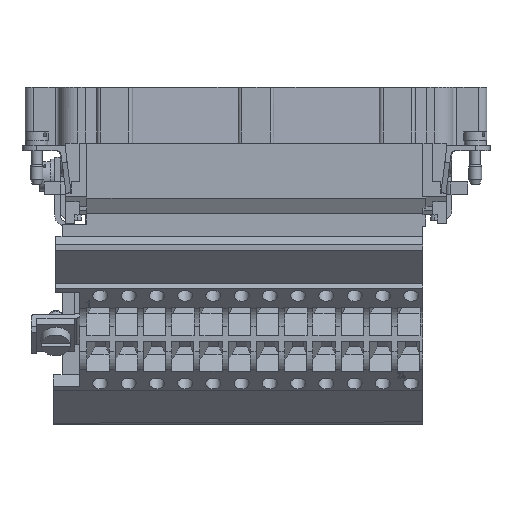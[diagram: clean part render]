
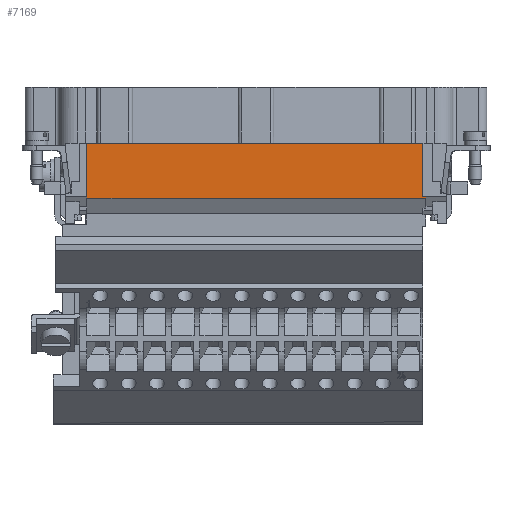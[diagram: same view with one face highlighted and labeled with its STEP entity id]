
A CAD part, front view. The second image highlights one B-rep face of the part: STEP entity #7169.
In plain terms, the highlighted planar face has unit normal (0, -1, 0).
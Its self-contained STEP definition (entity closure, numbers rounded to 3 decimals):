
#5688=FACE_OUTER_BOUND('',#11250,.T.);
#7169=ADVANCED_FACE('',(#5688),#8261,.T.);
#8261=PLANE('',#34226);
#11250=EDGE_LOOP('',(#18509,#18510,#18511,#18512,#18513,#18514,#18515));
#18509=ORIENTED_EDGE('',*,*,#24061,.T.);
#18510=ORIENTED_EDGE('',*,*,#23791,.T.);
#18511=ORIENTED_EDGE('',*,*,#25062,.T.);
#18512=ORIENTED_EDGE('',*,*,#25060,.T.);
#18513=ORIENTED_EDGE('',*,*,#25057,.T.);
#18514=ORIENTED_EDGE('',*,*,#25052,.T.);
#18515=ORIENTED_EDGE('',*,*,#25065,.F.);
#20598=VERTEX_POINT('',#47609);
#20599=VERTEX_POINT('',#47610);
#20621=VERTEX_POINT('',#47704);
#20754=VERTEX_POINT('',#48132);
#21361=VERTEX_POINT('',#50946);
#21363=VERTEX_POINT('',#50956);
#21365=VERTEX_POINT('',#50964);
#23791=EDGE_CURVE('',#20598,#20599,#27448,.T.);
#24061=EDGE_CURVE('',#20754,#20598,#27654,.T.);
#25052=EDGE_CURVE('',#20621,#21361,#28353,.T.);
#25057=EDGE_CURVE('',#21363,#20621,#28358,.T.);
#25060=EDGE_CURVE('',#21365,#21363,#28361,.T.);
#25062=EDGE_CURVE('',#20599,#21365,#28363,.T.);
#25065=EDGE_CURVE('',#20754,#21361,#28366,.T.);
#27448=LINE('',#47608,#30299);
#27654=LINE('',#48133,#30505);
#28353=LINE('',#50947,#31204);
#28358=LINE('',#50957,#31209);
#28361=LINE('',#50963,#31212);
#28363=LINE('',#50967,#31214);
#28366=LINE('',#50973,#31217);
#30299=VECTOR('',#38306,1.);
#30505=VECTOR('',#38836,1.);
#31204=VECTOR('',#41223,1.);
#31209=VECTOR('',#41234,1.);
#31212=VECTOR('',#41241,1.);
#31214=VECTOR('',#41245,1.);
#31217=VECTOR('',#41252,1.);
#34226=AXIS2_PLACEMENT_3D('',#50974,#41253,#41254);
#38306=DIRECTION('',(-1.,0.,0.));
#38836=DIRECTION('',(0.,0.,1.));
#41223=DIRECTION('',(0.,0.,-1.));
#41234=DIRECTION('',(0.,0.,-1.));
#41241=DIRECTION('',(-1.,0.,0.));
#41245=DIRECTION('',(0.,0.,1.));
#41252=DIRECTION('',(-1.,0.,0.));
#41253=DIRECTION('',(0.,-1.,0.));
#41254=DIRECTION('',(0.,0.,-1.));
#47608=CARTESIAN_POINT('',(-40.1,-16.9,-10.973));
#47609=CARTESIAN_POINT('',(40.3,-16.9,-10.973));
#47610=CARTESIAN_POINT('',(39.6,-16.9,-10.973));
#47704=CARTESIAN_POINT('',(-40.1,-16.9,-10.973));
#48132=CARTESIAN_POINT('',(40.3,-16.9,-11.319));
#48133=CARTESIAN_POINT('',(40.3,-16.9,-11.319));
#50946=CARTESIAN_POINT('',(-40.1,-16.9,-11.319));
#50947=CARTESIAN_POINT('',(-40.1,-16.9,0.681));
#50956=CARTESIAN_POINT('',(-40.1,-16.9,1.681));
#50957=CARTESIAN_POINT('',(-40.1,-16.9,0.681));
#50963=CARTESIAN_POINT('',(-40.1,-16.9,1.681));
#50964=CARTESIAN_POINT('',(39.6,-16.9,1.681));
#50967=CARTESIAN_POINT('',(39.6,-16.9,0.681));
#50973=CARTESIAN_POINT('',(-40.1,-16.9,-11.319));
#50974=CARTESIAN_POINT('',(-40.1,-16.9,0.681));
